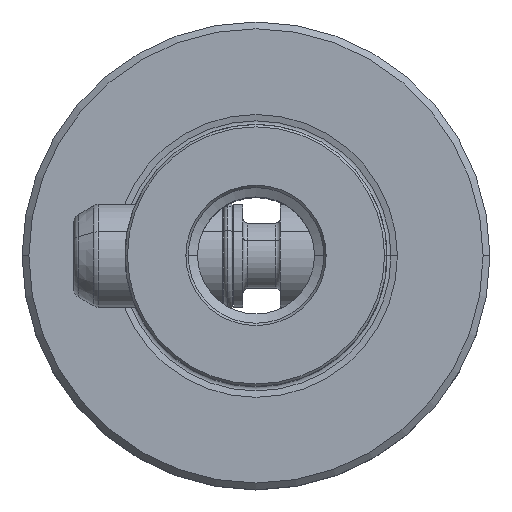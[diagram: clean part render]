
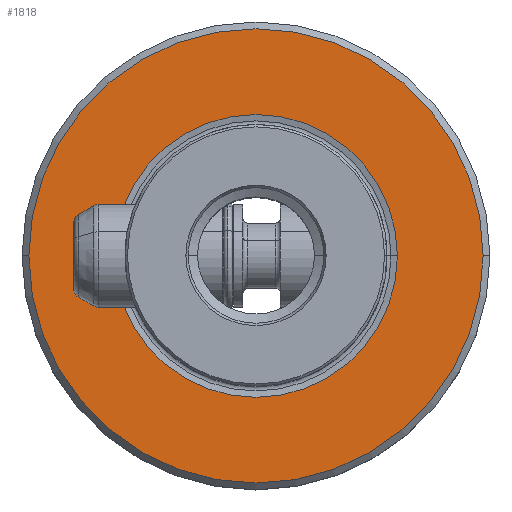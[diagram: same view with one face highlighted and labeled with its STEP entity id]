
A CAD part, top view. The second image highlights one B-rep face of the part: STEP entity #1818.
In plain terms, the highlighted planar face has unit normal (0, 0, 1).
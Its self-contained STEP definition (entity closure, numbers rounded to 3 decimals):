
#1080=VERTEX_POINT('NONE',#2760);
#1112=VERTEX_POINT('NONE',#2797);
#1476=EDGE_CURVE('NONE',#1704,#1112,#3209,.F.);
#1704=VERTEX_POINT('NONE',#3459);
#1818=ADVANCED_FACE('NONE',(#3580,#3581),#3582,.F.);
#1836=EDGE_CURVE('NONE',#1860,#1080,#3604,.F.);
#1860=VERTEX_POINT('NONE',#3633);
#1994=EDGE_CURVE('NONE',#1112,#1704,#3780,.F.);
#2022=EDGE_CURVE('NONE',#1080,#1860,#3811,.T.);
#2760=CARTESIAN_POINT('',(24.275,0.,0.));
#2797=CARTESIAN_POINT('',(15.112,0.0,0.));
#3209=CIRCLE('',#5505,15.112);
#3459=CARTESIAN_POINT('',(-15.112,0.,0.));
#3580=FACE_OUTER_BOUND('',#6198,.T.);
#3581=FACE_BOUND('',#6199,.T.);
#3582=PLANE('',#6200);
#3604=CIRCLE('',#6247,24.275);
#3633=CARTESIAN_POINT('',(-24.275,0.,0.));
#3780=CIRCLE('',#6548,15.112);
#3811=CIRCLE('',#6661,24.275);
#5505=AXIS2_PLACEMENT_3D('',#8795,#8796,#8797);
#6198=EDGE_LOOP('',(#9207,#9208));
#6199=EDGE_LOOP('',(#9209,#9210));
#6200=AXIS2_PLACEMENT_3D('',#9211,#9212,#9213);
#6247=AXIS2_PLACEMENT_3D('',#9247,#9248,#9249);
#6548=AXIS2_PLACEMENT_3D('',#9438,#9439,#9440);
#6661=AXIS2_PLACEMENT_3D('',#9472,#9473,#9474);
#8795=CARTESIAN_POINT('',(0.0,0.0,0.));
#8796=DIRECTION('',(0.,0.,1.0));
#8797=DIRECTION('',(1.0,0.,0.));
#9207=ORIENTED_EDGE('',*,*,#1836,.T.);
#9208=ORIENTED_EDGE('',*,*,#2022,.T.);
#9209=ORIENTED_EDGE('',*,*,#1994,.T.);
#9210=ORIENTED_EDGE('',*,*,#1476,.T.);
#9211=CARTESIAN_POINT('',(0.0,14.0,0.));
#9212=DIRECTION('',(0.,0.,-1.0));
#9213=DIRECTION('',(0.,1.0,0.0));
#9247=CARTESIAN_POINT('',(0.0,0.0,0.));
#9248=DIRECTION('',(0.,0.,-1.0));
#9249=DIRECTION('',(-1.0,0.,0.));
#9438=CARTESIAN_POINT('',(0.0,0.0,0.));
#9439=DIRECTION('',(0.,0.,1.0));
#9440=DIRECTION('',(1.0,0.,0.));
#9472=CARTESIAN_POINT('',(0.0,0.0,0.));
#9473=DIRECTION('',(0.,0.,1.0));
#9474=DIRECTION('',(-1.0,0.,0.));
